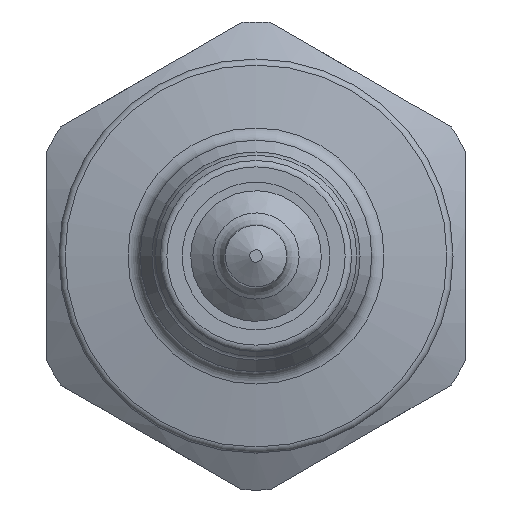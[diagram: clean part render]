
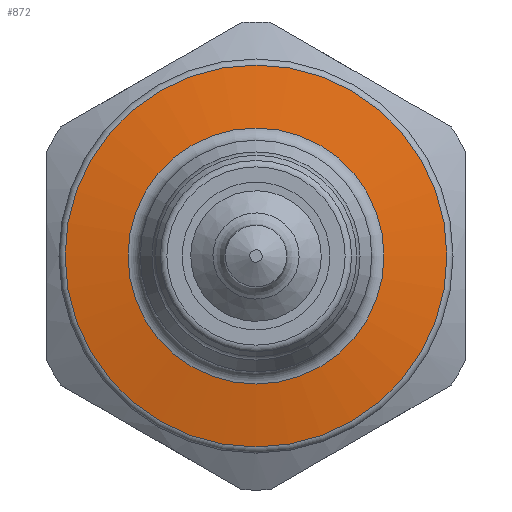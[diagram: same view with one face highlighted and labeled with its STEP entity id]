
A CAD part, left-side view. The second image highlights one B-rep face of the part: STEP entity #872.
In plain terms, the highlighted conical face has half-angle 80 degrees and reference radius 6.35 mm.
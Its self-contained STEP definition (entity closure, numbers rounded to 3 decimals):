
#40=CONICAL_SURFACE('',#985,6.35,1.396);
#75=LINE('',#1448,#111);
#111=VECTOR('',#1201,6.35);
#238=FACE_OUTER_BOUND('',#300,.T.);
#300=EDGE_LOOP('',(#696,#697,#698,#699));
#362=CIRCLE('',#974,7.752);
#368=CIRCLE('',#986,5.196);
#425=VERTEX_POINT('',#1426);
#429=VERTEX_POINT('',#1446);
#514=EDGE_CURVE('',#425,#425,#362,.T.);
#524=EDGE_CURVE('',#429,#429,#368,.T.);
#525=EDGE_CURVE('',#429,#425,#75,.T.);
#696=ORIENTED_EDGE('',*,*,#524,.F.);
#697=ORIENTED_EDGE('',*,*,#525,.T.);
#698=ORIENTED_EDGE('',*,*,#514,.F.);
#699=ORIENTED_EDGE('',*,*,#525,.F.);
#872=ADVANCED_FACE('',(#238),#40,.T.);
#974=AXIS2_PLACEMENT_3D('',#1427,#1171,#1172);
#985=AXIS2_PLACEMENT_3D('',#1445,#1197,#1198);
#986=AXIS2_PLACEMENT_3D('',#1447,#1199,#1200);
#1171=DIRECTION('center_axis',(1.,0.,0.));
#1172=DIRECTION('ref_axis',(0.,0.,-1.));
#1197=DIRECTION('center_axis',(1.,0.,0.));
#1198=DIRECTION('ref_axis',(0.,0.,1.));
#1199=DIRECTION('center_axis',(-1.,0.,0.));
#1200=DIRECTION('ref_axis',(0.,0.,-1.));
#1201=DIRECTION('',(0.174,0.,-0.985));
#1426=CARTESIAN_POINT('',(18.338,0.,-7.752));
#1427=CARTESIAN_POINT('Origin',(18.338,0.,0.));
#1445=CARTESIAN_POINT('Origin',(18.091,0.,0.));
#1446=CARTESIAN_POINT('',(17.887,0.,-5.196));
#1447=CARTESIAN_POINT('Origin',(17.887,0.,0.));
#1448=CARTESIAN_POINT('',(18.091,0.,-6.35));
